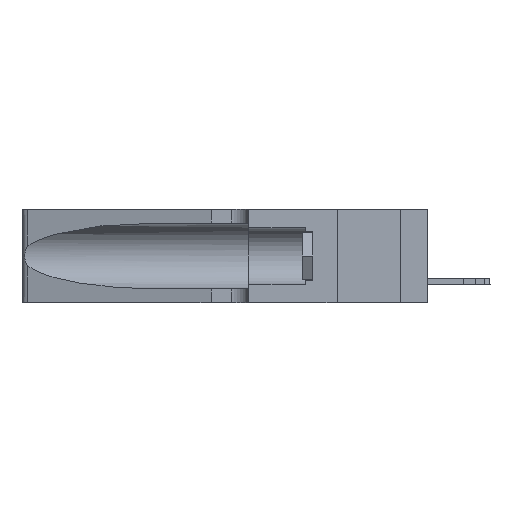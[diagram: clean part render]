
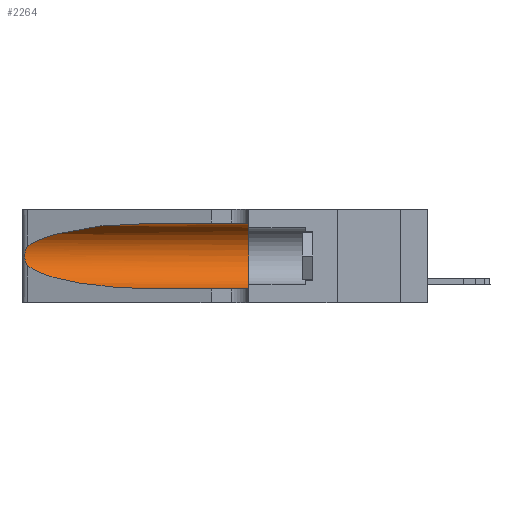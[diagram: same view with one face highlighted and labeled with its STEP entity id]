
A CAD part, left-side view. The second image highlights one B-rep face of the part: STEP entity #2264.
In plain terms, the highlighted cylindrical face has radius 3.308 mm (diameter 6.617 mm), a partial arc.
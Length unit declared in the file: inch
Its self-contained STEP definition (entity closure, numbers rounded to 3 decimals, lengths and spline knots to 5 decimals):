
#23 = DIRECTION ( 'NONE',  ( 0., 0., -1. ) ) ;
#385 = CARTESIAN_POINT ( 'NONE',  ( 0.1305, 0.35, 0.185 ) ) ;
#1709 = CARTESIAN_POINT ( 'NONE',  ( 0.25639, 1.23184, 0.21858 ) ) ;
#2264 = ADVANCED_FACE ( 'NONE', ( #18446 ), #14192, .F. ) ;
#2943 = EDGE_CURVE ( 'NONE', #17651, #23691, #9152, .T. ) ;
#3356 = ORIENTED_EDGE ( 'NONE', *, *, #12169, .F. ) ;
#3526 = CARTESIAN_POINT ( 'NONE',  ( 0.1305, 0.72297, 0.31525 ) ) ;
#3760 = VERTEX_POINT ( 'NONE', #20948 ) ;
#4067 = CARTESIAN_POINT ( 'NONE',  ( 0.2373, 1.15595, 0.28018 ) ) ;
#4252 = CARTESIAN_POINT ( 'NONE',  ( 0.25555, 1.22994, 0.2215 ) ) ;
#5497 = CARTESIAN_POINT ( 'NONE',  ( 0.26017, 1.23833, 0.17102 ) ) ;
#5699 = CARTESIAN_POINT ( 'NONE',  ( 0.25639, 1.23186, 0.15144 ) ) ;
#6133 = CARTESIAN_POINT ( 'NONE',  ( 0.25487, 1.22718, 0.22369 ) ) ;
#6358 = CARTESIAN_POINT ( 'NONE',  ( 0.25856, 1.23593, 0.16098 ) ) ;
#6450 = CARTESIAN_POINT ( 'NONE',  ( 0.25789, 1.23486, 0.15765 ) ) ;
#6770 = CARTESIAN_POINT ( 'NONE',  ( 0.1305, 0.72297, 0.05475 ) ) ;
#7420 = VECTOR ( 'NONE', #18836, 39.37008 ) ;
#7809 = ORIENTED_EDGE ( 'NONE', *, *, #19302, .F. ) ;
#7955 = CARTESIAN_POINT ( 'NONE',  ( 0.1305, 0.35, 0.05475 ) ) ;
#8106 = VERTEX_POINT ( 'NONE', #7955 ) ;
#8409 = CARTESIAN_POINT ( 'NONE',  ( 0.1305, 1.61858, 0.31525 ) ) ;
#8413 = EDGE_LOOP ( 'NONE', ( #9595, #16982, #13054, #15841, #3356, #7809 ) ) ;
#8474 = LINE ( 'NONE', #22210, #16990 ) ;
#8706 = DIRECTION ( 'NONE',  ( 0., 0., 1. ) ) ;
#9152 = B_SPLINE_CURVE_WITH_KNOTS ( 'NONE', 3,
 ( #26611, #4252, #1709, #26506, #10565, #18854, #23557, #13260, #5497, #6358, #6450, #5699, #11920, #18419 ),
 .UNSPECIFIED., .F., .F.,
 ( 4, 2, 2, 2, 2, 2, 4 ),
 ( 0., 0.00027, 0.00053, 0.00107, 0.0016, 0.00187, 0.00214 ),
 .UNSPECIFIED. ) ;
#9383 = AXIS2_PLACEMENT_3D ( 'NONE', #25023, #10360, #23 ) ;
#9595 = ORIENTED_EDGE ( 'NONE', *, *, #18273, .T. ) ;
#10360 = DIRECTION ( 'NONE',  ( 0., -1., 0. ) ) ;
#10565 = CARTESIAN_POINT ( 'NONE',  ( 0.25854, 1.2359, 0.20912 ) ) ;
#11005 = CARTESIAN_POINT ( 'NONE',  ( 0.25487, 1.22718, 0.14631 ) ) ;
#11248 = CARTESIAN_POINT ( 'NONE',  ( 0.1305, 0.72297, 0.05475 ) ) ;
#11920 = CARTESIAN_POINT ( 'NONE',  ( 0.25555, 1.22993, 0.14849 ) ) ;
#12000 = DIRECTION ( 'NONE',  ( 0., -1., 0. ) ) ;
#12169 = EDGE_CURVE ( 'NONE', #3760, #8106, #19597, .T. ) ;
#12975 = CARTESIAN_POINT ( 'NONE',  ( 0.2373, 1.15595, 0.08982 ) ) ;
#13054 = ORIENTED_EDGE ( 'NONE', *, *, #18955, .T. ) ;
#13260 = CARTESIAN_POINT ( 'NONE',  ( 0.26075, 1.23896, 0.178 ) ) ;
#14192 = CYLINDRICAL_SURFACE ( 'NONE', #9383, 0.13025 ) ;
#14591 = AXIS2_PLACEMENT_3D ( 'NONE', #385, #21199, #8706 ) ;
#15008 = CARTESIAN_POINT ( 'NONE',  ( 0.25487, 1.22718, 0.22369 ) ) ;
#15841 = ORIENTED_EDGE ( 'NONE', *, *, #17821, .T. ) ;
#16373 = VERTEX_POINT ( 'NONE', #3526 ) ;
#16386 =( BOUNDED_CURVE ( )  B_SPLINE_CURVE ( 3, ( #24764, #26961, #4067, #6133 ),
 .UNSPECIFIED., .F., .F. ) 
 B_SPLINE_CURVE_WITH_KNOTS ( ( 4, 4 ),
 ( 1.5708, 2.84003 ),
 .UNSPECIFIED. ) 
 CURVE ( )  GEOMETRIC_REPRESENTATION_ITEM ( )  RATIONAL_B_SPLINE_CURVE ( ( 1., 0.87, 0.87, 1. ) ) 
 REPRESENTATION_ITEM ( '' )  );
#16982 = ORIENTED_EDGE ( 'NONE', *, *, #2943, .T. ) ;
#16990 = VECTOR ( 'NONE', #12000, 39.37008 ) ;
#17214 = CARTESIAN_POINT ( 'NONE',  ( 0.18966, 0.96281, 0.05475 ) ) ;
#17651 = VERTEX_POINT ( 'NONE', #15008 ) ;
#17821 = EDGE_CURVE ( 'NONE', #18509, #8106, #8474, .T. ) ;
#18273 = EDGE_CURVE ( 'NONE', #16373, #17651, #16386, .T. ) ;
#18419 = CARTESIAN_POINT ( 'NONE',  ( 0.25487, 1.22718, 0.14631 ) ) ;
#18446 = FACE_OUTER_BOUND ( 'NONE', #8413, .T. ) ;
#18509 = VERTEX_POINT ( 'NONE', #11248 ) ;
#18836 = DIRECTION ( 'NONE',  ( 0., -1., 0. ) ) ;
#18854 = CARTESIAN_POINT ( 'NONE',  ( 0.26018, 1.23835, 0.19895 ) ) ;
#18955 = EDGE_CURVE ( 'NONE', #23691, #18509, #22847, .T. ) ;
#19302 = EDGE_CURVE ( 'NONE', #16373, #3760, #21795, .T. ) ;
#19597 = CIRCLE ( 'NONE', #14591, 0.13025 ) ;
#20948 = CARTESIAN_POINT ( 'NONE',  ( 0.1305, 0.35, 0.31525 ) ) ;
#21199 = DIRECTION ( 'NONE',  ( 0., 1., 0. ) ) ;
#21514 = CARTESIAN_POINT ( 'NONE',  ( 0.25487, 1.22718, 0.14631 ) ) ;
#21795 = LINE ( 'NONE', #8409, #7420 ) ;
#22210 = CARTESIAN_POINT ( 'NONE',  ( 0.1305, 1.61858, 0.05475 ) ) ;
#22847 =( BOUNDED_CURVE ( )  B_SPLINE_CURVE ( 3, ( #11005, #12975, #17214, #6770 ),
 .UNSPECIFIED., .F., .T. ) 
 B_SPLINE_CURVE_WITH_KNOTS ( ( 4, 4 ),
 ( 3.44316, 4.71239 ),
 .UNSPECIFIED. ) 
 CURVE ( )  GEOMETRIC_REPRESENTATION_ITEM ( )  RATIONAL_B_SPLINE_CURVE ( ( 1., 0.87, 0.87, 1. ) ) 
 REPRESENTATION_ITEM ( '' )  );
#23557 = CARTESIAN_POINT ( 'NONE',  ( 0.26075, 1.23896, 0.19203 ) ) ;
#23691 = VERTEX_POINT ( 'NONE', #21514 ) ;
#24764 = CARTESIAN_POINT ( 'NONE',  ( 0.1305, 0.72297, 0.31525 ) ) ;
#25023 = CARTESIAN_POINT ( 'NONE',  ( 0.1305, 1.61858, 0.185 ) ) ;
#26506 = CARTESIAN_POINT ( 'NONE',  ( 0.25787, 1.23484, 0.2124 ) ) ;
#26611 = CARTESIAN_POINT ( 'NONE',  ( 0.25487, 1.22718, 0.22369 ) ) ;
#26961 = CARTESIAN_POINT ( 'NONE',  ( 0.18966, 0.96281, 0.31525 ) ) ;
